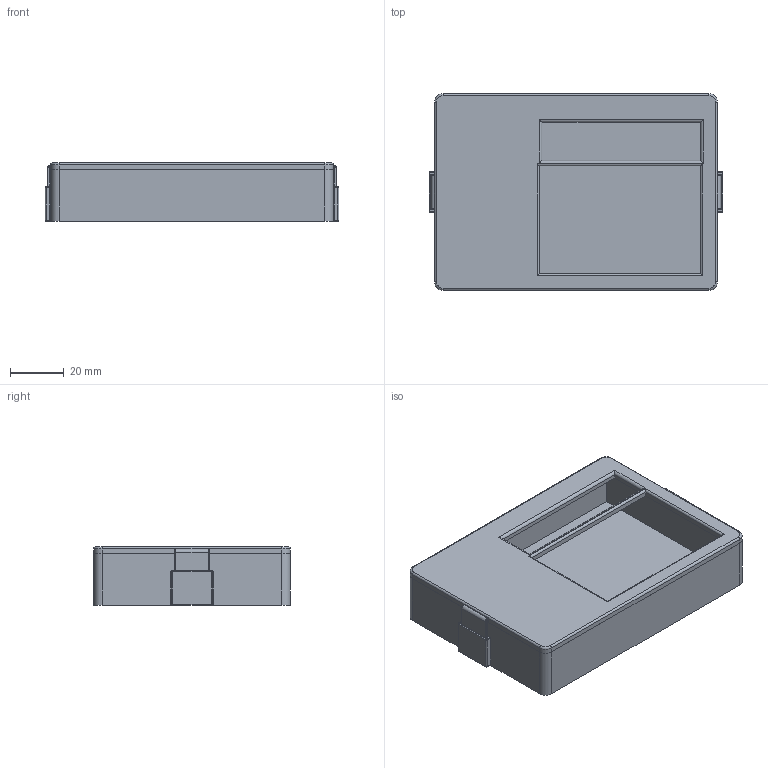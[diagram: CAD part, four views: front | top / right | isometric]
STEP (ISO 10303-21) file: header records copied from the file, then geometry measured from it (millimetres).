
FILE_DESCRIPTION(/* description */ (''),/* implementation_level */ '2;1');
FILE_NAME(/* name */ 'Hackpad Case.step',/* time_stamp */ '2026-01-25T14:19:48-05:00',/* author */ (''),/* organization */ (''),/* preprocessor_version */ 'ST-DEVELOPER v20.1',/* originating_system */ 'Autodesk Translation Framework v14.21.0.0',/* authorisation */ '');
FILE_SCHEMA (('AUTOMOTIVE_DESIGN { 1 0 10303 214 3 1 1 }'));
Length unit declared in the file: inch
Products named in the file (1): Hackpad Case
Bounding box: 109.14 x 73.08 x 21.6 mm (x, y, z)
Volume: 45634 mm3; surface area: 39625.9 mm2
Topology: 2 solids, 2 shells, 186 faces, 446 edges, 264 vertices
Faces by surface type: cylinder 82, plane 56, torus 24, bspline 16, sphere 8
Entity records: 5623 total; most frequent: CARTESIAN_POINT 1217, DIRECTION 964, ORIENTED_EDGE 892, EDGE_CURVE 446, AXIS2_PLACEMENT_3D 367, VERTEX_POINT 264, LINE 230, VECTOR 230
